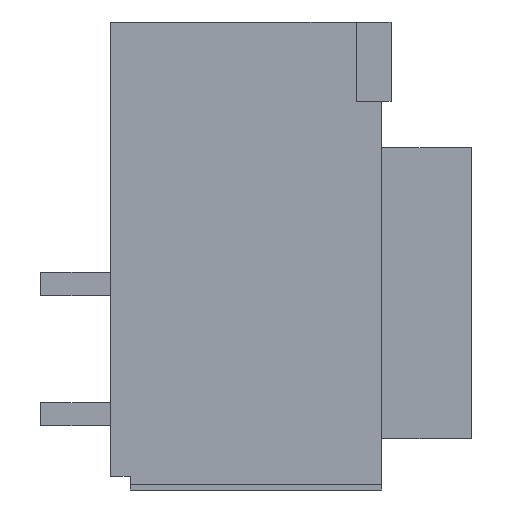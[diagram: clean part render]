
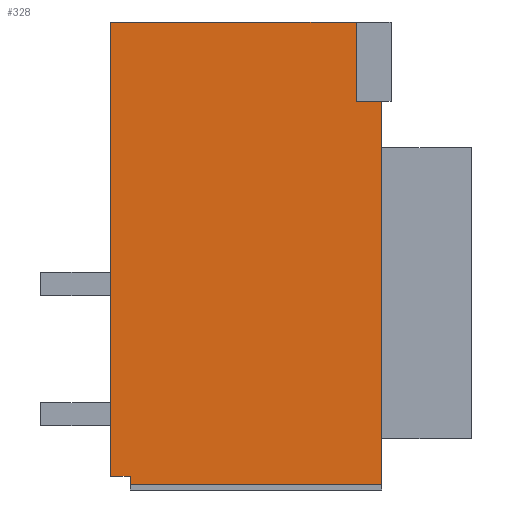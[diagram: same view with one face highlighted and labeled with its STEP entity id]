
A CAD part, left-side view. The second image highlights one B-rep face of the part: STEP entity #328.
In plain terms, the highlighted planar face has unit normal (-1, 0, 0).
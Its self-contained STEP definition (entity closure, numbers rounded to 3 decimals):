
#328=ADVANCED_FACE('',(#471),#415,.F.);
#415=PLANE('',#1760);
#471=FACE_OUTER_BOUND('',#525,.T.);
#525=EDGE_LOOP('',(#761,#762,#763,#764,#765,#766,#767,#768));
#761=ORIENTED_EDGE('',*,*,#1315,.T.);
#762=ORIENTED_EDGE('',*,*,#1311,.F.);
#763=ORIENTED_EDGE('',*,*,#1316,.T.);
#764=ORIENTED_EDGE('',*,*,#1317,.F.);
#765=ORIENTED_EDGE('',*,*,#1318,.T.);
#766=ORIENTED_EDGE('',*,*,#1319,.F.);
#767=ORIENTED_EDGE('',*,*,#1320,.F.);
#768=ORIENTED_EDGE('',*,*,#1255,.F.);
#1099=VERTEX_POINT('',#2349);
#1100=VERTEX_POINT('',#2351);
#1150=VERTEX_POINT('',#2462);
#1151=VERTEX_POINT('',#2464);
#1154=VERTEX_POINT('',#2475);
#1155=VERTEX_POINT('',#2477);
#1156=VERTEX_POINT('',#2479);
#1157=VERTEX_POINT('',#2481);
#1255=EDGE_CURVE('',#1099,#1100,#1459,.T.);
#1311=EDGE_CURVE('',#1151,#1150,#1511,.T.);
#1315=EDGE_CURVE('',#1099,#1150,#1515,.T.);
#1316=EDGE_CURVE('',#1151,#1154,#1516,.T.);
#1317=EDGE_CURVE('',#1155,#1154,#1517,.T.);
#1318=EDGE_CURVE('',#1155,#1156,#1518,.T.);
#1319=EDGE_CURVE('',#1157,#1156,#1519,.T.);
#1320=EDGE_CURVE('',#1100,#1157,#1520,.T.);
#1459=LINE('',#2350,#1607);
#1511=LINE('',#2465,#1659);
#1515=LINE('',#2473,#1663);
#1516=LINE('',#2474,#1664);
#1517=LINE('',#2476,#1665);
#1518=LINE('',#2478,#1666);
#1519=LINE('',#2480,#1667);
#1520=LINE('',#2482,#1668);
#1607=VECTOR('',#1907,1.);
#1659=VECTOR('',#1981,1.);
#1663=VECTOR('',#1989,1.);
#1664=VECTOR('',#1990,1.);
#1665=VECTOR('',#1991,1.);
#1666=VECTOR('',#1992,1.);
#1667=VECTOR('',#1993,1.);
#1668=VECTOR('',#1994,1.);
#1760=AXIS2_PLACEMENT_3D('',#2483,#1995,#1996);
#1907=DIRECTION('',(0.,0.,-1.));
#1981=DIRECTION('',(0.,0.,1.));
#1989=DIRECTION('',(0.,1.,0.));
#1990=DIRECTION('',(0.,-1.,0.));
#1991=DIRECTION('',(0.,0.,1.));
#1992=DIRECTION('',(0.,-1.,0.));
#1993=DIRECTION('',(0.,0.,-1.));
#1994=DIRECTION('',(0.,-1.,0.));
#1995=DIRECTION('',(1.,0.,0.));
#1996=DIRECTION('',(0.,0.,-1.));
#2349=CARTESIAN_POINT('',(27.5,99.,402.));
#2350=CARTESIAN_POINT('',(27.5,99.,402.));
#2351=CARTESIAN_POINT('',(27.5,99.,334.));
#2462=CARTESIAN_POINT('',(27.5,310.,402.));
#2464=CARTESIAN_POINT('',(27.5,310.,12.));
#2465=CARTESIAN_POINT('',(27.5,310.,5.));
#2473=CARTESIAN_POINT('',(27.5,0.,402.));
#2474=CARTESIAN_POINT('',(27.5,0.,12.));
#2475=CARTESIAN_POINT('',(27.5,293.,12.));
#2476=CARTESIAN_POINT('',(27.5,293.,600.));
#2477=CARTESIAN_POINT('',(27.5,293.,5.));
#2478=CARTESIAN_POINT('',(27.5,0.,5.));
#2479=CARTESIAN_POINT('',(27.5,77.,5.));
#2480=CARTESIAN_POINT('',(27.5,77.,334.));
#2481=CARTESIAN_POINT('',(27.5,77.,334.));
#2482=CARTESIAN_POINT('',(27.5,99.,334.));
#2483=CARTESIAN_POINT('',(27.5,0.,5.));
